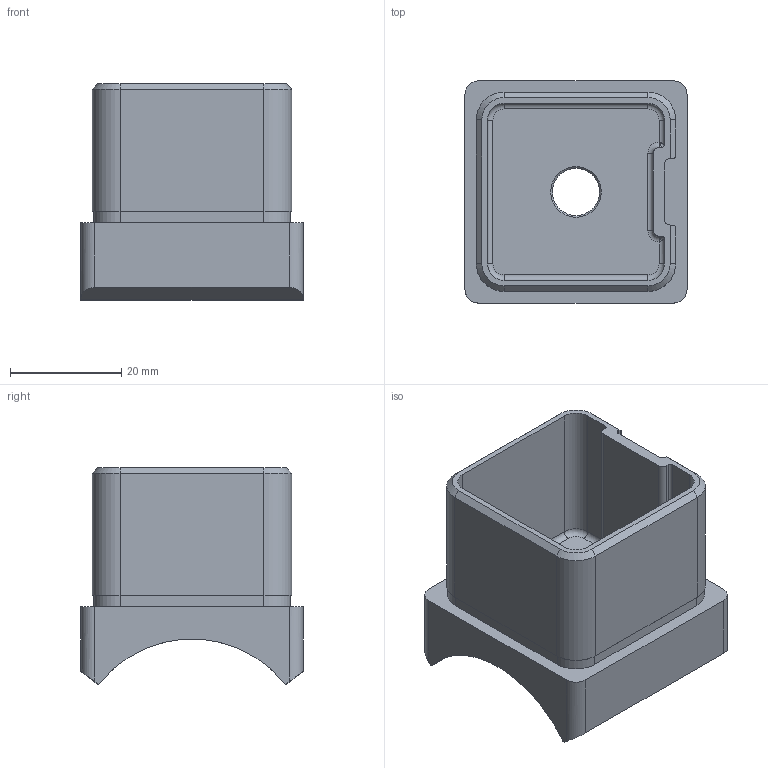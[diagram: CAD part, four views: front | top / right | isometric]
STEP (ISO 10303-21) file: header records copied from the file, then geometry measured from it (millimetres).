
FILE_DESCRIPTION (( 'STEP AP203' ), '1' );
FILE_NAME ('A_4727-042.STEP', '2024-02-14T09:33:00', ( '' ), ( '' ), 'SwSTEP 2.0', 'SolidWorks 2019', '' );
FILE_SCHEMA (( 'CONFIG_CONTROL_DESIGN' ));
Length unit declared in the file: millimetre
Products named in the file (1): A_4727-042
Bounding box: 40 x 40 x 38.98 mm (x, y, z)
Volume: 15460.8 mm3; surface area: 12268 mm2
Topology: 1 solids, 1 shells, 108 faces, 269 edges, 164 vertices
Faces by surface type: cylinder 47, plane 41, torus 10, cone 8, bspline 2
Entity records: 3356 total; most frequent: CARTESIAN_POINT 684, DIRECTION 569, ORIENTED_EDGE 534, EDGE_CURVE 267, AXIS2_PLACEMENT_3D 209, VERTEX_POINT 164, VECTOR 151, LINE 151
